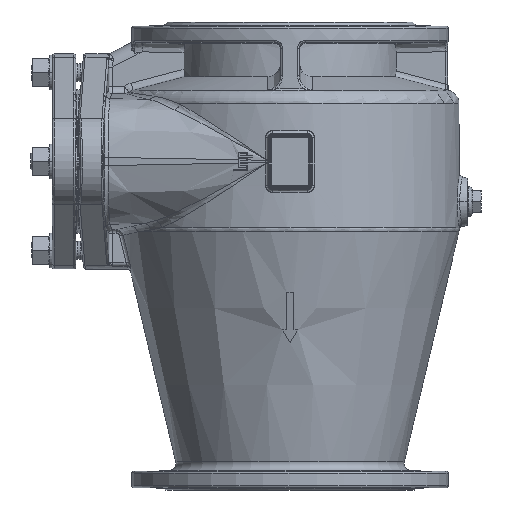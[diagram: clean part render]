
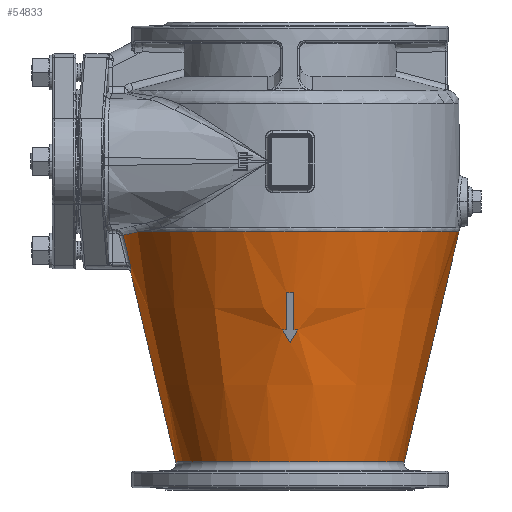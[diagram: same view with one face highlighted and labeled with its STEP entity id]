
A CAD part, front view. The second image highlights one B-rep face of the part: STEP entity #54833.
In plain terms, the highlighted conical face has half-angle 13.352 degrees and reference radius 151.336 mm.
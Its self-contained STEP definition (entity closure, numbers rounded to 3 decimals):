
#15058=CARTESIAN_POINT('',(-162.824,-77.808,
-75.278));
#20418=CARTESIAN_POINT('',(0.,0.,-320.675));
#20419=DIRECTION('',(0.,0.,1.));
#20420=DIRECTION('',(-1.,0.,0.));
#20421=AXIS2_PLACEMENT_3D('',#20418,#20419,#20420);
#20423=CARTESIAN_POINT('',(-170.113,-18.365,
-114.704));
#20424=CARTESIAN_POINT('',(-170.147,-16.416,
-115.444));
#20425=CARTESIAN_POINT('',(-170.213,-12.461,
-116.68));
#20426=CARTESIAN_POINT('',(-170.284,-6.259,
-117.823));
#20427=CARTESIAN_POINT('',(-170.301,-2.1,
-118.076));
#20428=CARTESIAN_POINT('',(-170.301,0.,
-118.076));
#20430=CARTESIAN_POINT('',(-171.281,-23.472,
-107.204));
#20431=CARTESIAN_POINT('',(-171.116,-23.471,
-107.892));
#20432=CARTESIAN_POINT('',(-170.824,-23.302,
-109.21));
#20433=CARTESIAN_POINT('',(-170.478,-22.59,
-111.056));
#20434=CARTESIAN_POINT('',(-170.243,-21.49,
-112.636));
#20435=CARTESIAN_POINT('',(-170.116,-20.06,
-113.898));
#20436=CARTESIAN_POINT('',(-170.102,-18.96,
-114.479));
#20437=CARTESIAN_POINT('',(-170.113,-18.365,
-114.704));
#20439=CARTESIAN_POINT('',(-178.081,-23.491,
-78.8));
#20440=CARTESIAN_POINT('',(-177.331,-23.489,
-81.931));
#20441=CARTESIAN_POINT('',(-175.828,-23.485,
-88.211));
#20442=CARTESIAN_POINT('',(-173.562,-23.478,
-97.679));
#20443=CARTESIAN_POINT('',(-172.042,-23.474,
-104.024));
#20444=CARTESIAN_POINT('',(-171.281,-23.472,
-107.204));
#20446=CARTESIAN_POINT('',(-162.824,-77.808,
-75.278));
#20447=CARTESIAN_POINT('',(-164.198,-74.764,
-75.581));
#20448=CARTESIAN_POINT('',(-166.875,-68.408,
-76.18));
#20449=CARTESIAN_POINT('',(-170.585,-57.959,
-77.029));
#20450=CARTESIAN_POINT('',(-173.783,-46.883,
-77.775));
#20451=CARTESIAN_POINT('',(-176.383,-35.158,
-78.392));
#20452=CARTESIAN_POINT('',(-177.594,-27.392,
-78.683));
#20453=CARTESIAN_POINT('',(-178.081,-23.491,
-78.8));
#20455=CARTESIAN_POINT('',(0.,0.,-75.278));
#20456=DIRECTION('',(0.,0.,1.));
#20457=DIRECTION('',(-0.902,-0.431,0.));
#20458=AXIS2_PLACEMENT_3D('',#20455,#20456,#20457);
#20460=CARTESIAN_POINT('',(0.,0.,-140.));
#20461=DIRECTION('',(0.,0.,1.));
#20462=DIRECTION('',(-0.024,-1.,0.));
#20463=AXIS2_PLACEMENT_3D('',#20460,#20461,#20462);
#20465=CARTESIAN_POINT('',(-4.,-155.552,-180.));
#20466=CARTESIAN_POINT('',(-4.,-156.601,-175.579));
#20467=CARTESIAN_POINT('',(-4.,-158.705,-166.721));
#20468=CARTESIAN_POINT('',(-4.,-161.87,-153.387));
#20469=CARTESIAN_POINT('',(-4.,-163.988,-144.467));
#20470=CARTESIAN_POINT('',(-4.,-165.049,-140.));
#20472=CARTESIAN_POINT('',(0.,0.,-180.));
#20473=DIRECTION('',(0.,0.,1.));
#20474=DIRECTION('',(-0.051,-0.999,0.));
#20475=AXIS2_PLACEMENT_3D('',#20472,#20473,#20474);
#20477=CARTESIAN_POINT('',(-8.,-155.397,-180.));
#20478=CARTESIAN_POINT('',(-5.327,-154.435,
-184.63));
#20479=CARTESIAN_POINT('',(-2.66,-153.408,
-189.249));
#20480=CARTESIAN_POINT('',(0.,-152.314,
-193.856));
#20482=CARTESIAN_POINT('',(0.,-152.314,
-193.856));
#20483=CARTESIAN_POINT('',(2.66,-153.408,
-189.249));
#20484=CARTESIAN_POINT('',(5.327,-154.435,
-184.63));
#20485=CARTESIAN_POINT('',(8.,-155.397,-180.));
#20487=CARTESIAN_POINT('',(0.,0.,-180.));
#20488=DIRECTION('',(0.,0.,1.));
#20489=DIRECTION('',(0.026,-1.,0.));
#20490=AXIS2_PLACEMENT_3D('',#20487,#20488,#20489);
#20492=CARTESIAN_POINT('',(4.,-165.049,-140.));
#20493=CARTESIAN_POINT('',(4.,-163.988,-144.467));
#20494=CARTESIAN_POINT('',(4.,-161.871,-153.386));
#20495=CARTESIAN_POINT('',(4.,-158.705,-166.72));
#20496=CARTESIAN_POINT('',(4.,-156.602,-175.578));
#20497=CARTESIAN_POINT('',(4.,-155.552,-180.));
#20499=DIRECTION('',(0.231,0.,0.973));
#20500=VECTOR('',#20499,252.215);
#20501=CARTESIAN_POINT('',(122.213,0.,
-320.675));
#20502=LINE('',#20501,#20500);
#20533=CARTESIAN_POINT('',(-170.301,0.,
-118.076));
#20540=DIRECTION('',(-0.231,0.,0.973));
#20541=VECTOR('',#20540,208.227);
#20542=CARTESIAN_POINT('',(-122.213,0.,
-320.675));
#20543=LINE('',#20542,#20541);
#22476=CARTESIAN_POINT('',(-4.,-165.049,-140.));
#22477=CARTESIAN_POINT('',(4.,-165.049,-140.));
#22478=VERTEX_POINT('',#22476);
#22479=VERTEX_POINT('',#22477);
#22480=VERTEX_POINT('',#20497);
#22481=CARTESIAN_POINT('',(8.,-155.397,-180.));
#22482=VERTEX_POINT('',#22481);
#22483=VERTEX_POINT('',#20482);
#22484=VERTEX_POINT('',#20477);
#22485=CARTESIAN_POINT('',(-4.,-155.552,-180.));
#22486=VERTEX_POINT('',#22485);
#24746=VERTEX_POINT('',#15058);
#24756=CARTESIAN_POINT('',(180.459,0.,
-75.278));
#24757=VERTEX_POINT('',#24756);
#24777=VERTEX_POINT('',#20533);
#24779=VERTEX_POINT('',#20423);
#24781=VERTEX_POINT('',#20430);
#24783=VERTEX_POINT('',#20439);
#24902=CARTESIAN_POINT('',(122.213,0.,
-320.675));
#24903=VERTEX_POINT('',#24902);
#24904=CARTESIAN_POINT('',(-122.213,0.,
-320.675));
#24905=VERTEX_POINT('',#24904);
#54799=CARTESIAN_POINT('',(0.,0.,-197.976));
#54800=DIRECTION('',(0.,0.,1.));
#54801=DIRECTION('',(-1.,0.,0.));
#54802=AXIS2_PLACEMENT_3D('',#54799,#54800,#54801);
#54803=CONICAL_SURFACE('',#54802,151.336,13.352);
#54805=ORIENTED_EDGE('',*,*,#54804,.F.);
#54807=ORIENTED_EDGE('',*,*,#54806,.F.);
#54809=ORIENTED_EDGE('',*,*,#54808,.T.);
#54810=ORIENTED_EDGE('',*,*,#54543,.F.);
#54811=ORIENTED_EDGE('',*,*,#54589,.F.);
#54812=ORIENTED_EDGE('',*,*,#54066,.F.);
#54813=ORIENTED_EDGE('',*,*,#54160,.F.);
#54814=ORIENTED_EDGE('',*,*,#44772,.T.);
#54815=EDGE_LOOP('',(#54805,#54807,#54809,#54810,#54811,#54812,#54813,#54814));
#54816=FACE_OUTER_BOUND('',#54815,.F.);
#54818=ORIENTED_EDGE('',*,*,#54817,.F.);
#54820=ORIENTED_EDGE('',*,*,#54819,.F.);
#54822=ORIENTED_EDGE('',*,*,#54821,.F.);
#54824=ORIENTED_EDGE('',*,*,#54823,.T.);
#54826=ORIENTED_EDGE('',*,*,#54825,.T.);
#54828=ORIENTED_EDGE('',*,*,#54827,.F.);
#54830=ORIENTED_EDGE('',*,*,#54829,.F.);
#54831=EDGE_LOOP('',(#54818,#54820,#54822,#54824,#54826,#54828,#54830));
#54832=FACE_BOUND('',#54831,.F.);
#20422=CIRCLE('',#20421,122.213);
#20429=B_SPLINE_CURVE_WITH_KNOTS('',3,(#20423,#20424,#20425,#20426,#20427,
#20428),.UNSPECIFIED.,.F.,.F.,(4,1,1,4),(0.,0.333,
0.667,1.),.UNSPECIFIED.);
#20438=B_SPLINE_CURVE_WITH_KNOTS('',3,(#20430,#20431,#20432,#20433,#20434,
#20435,#20436,#20437),.UNSPECIFIED.,.F.,.F.,(4,1,1,1,1,4),(0.,0.2,0.4,
0.6,0.8,1.),.UNSPECIFIED.);
#20445=B_SPLINE_CURVE_WITH_KNOTS('',3,(#20439,#20440,#20441,#20442,#20443,
#20444),.UNSPECIFIED.,.F.,.F.,(4,1,1,4),(0.,0.333,
0.667,1.),.UNSPECIFIED.);
#20454=B_SPLINE_CURVE_WITH_KNOTS('',3,(#20446,#20447,#20448,#20449,#20450,
#20451,#20452,#20453),.UNSPECIFIED.,.F.,.F.,(4,1,1,1,1,4),(0.,0.2,0.4,
0.6,0.8,1.),.UNSPECIFIED.);
#20459=CIRCLE('',#20458,180.459);
#20464=CIRCLE('',#20463,165.097);
#20471=B_SPLINE_CURVE_WITH_KNOTS('',3,(#20465,#20466,#20467,#20468,#20469,
#20470),.UNSPECIFIED.,.F.,.F.,(4,1,1,4),(0.,0.333,
0.667,1.),.UNSPECIFIED.);
#20476=CIRCLE('',#20475,155.603);
#20481=B_SPLINE_CURVE_WITH_KNOTS('',3,(#20477,#20478,#20479,#20480),
.UNSPECIFIED.,.F.,.F.,(4,4),(0.,1.),.UNSPECIFIED.);
#20486=B_SPLINE_CURVE_WITH_KNOTS('',3,(#20482,#20483,#20484,#20485),
.UNSPECIFIED.,.F.,.F.,(4,4),(0.,1.),.UNSPECIFIED.);
#20491=CIRCLE('',#20490,155.603);
#20498=B_SPLINE_CURVE_WITH_KNOTS('',3,(#20492,#20493,#20494,#20495,#20496,
#20497),.UNSPECIFIED.,.F.,.F.,(4,1,1,4),(0.,0.333,
0.667,1.),.UNSPECIFIED.);
#44772=EDGE_CURVE('',#24746,#24757,#20459,.T.);
#54066=EDGE_CURVE('',#24783,#24781,#20445,.T.);
#54160=EDGE_CURVE('',#24746,#24783,#20454,.T.);
#54543=EDGE_CURVE('',#24779,#24777,#20429,.T.);
#54589=EDGE_CURVE('',#24781,#24779,#20438,.T.);
#54804=EDGE_CURVE('',#24903,#24757,#20502,.T.);
#54806=EDGE_CURVE('',#24905,#24903,#20422,.T.);
#54808=EDGE_CURVE('',#24905,#24777,#20543,.T.);
#54817=EDGE_CURVE('',#22478,#22479,#20464,.T.);
#54819=EDGE_CURVE('',#22486,#22478,#20471,.T.);
#54821=EDGE_CURVE('',#22484,#22486,#20476,.T.);
#54823=EDGE_CURVE('',#22484,#22483,#20481,.T.);
#54825=EDGE_CURVE('',#22483,#22482,#20486,.T.);
#54827=EDGE_CURVE('',#22480,#22482,#20491,.T.);
#54829=EDGE_CURVE('',#22479,#22480,#20498,.T.);
#54833=ADVANCED_FACE('',(#54816,#54832),#54803,.T.);
